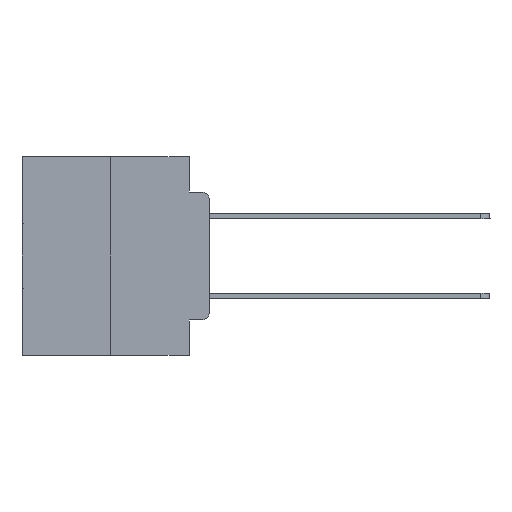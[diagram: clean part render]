
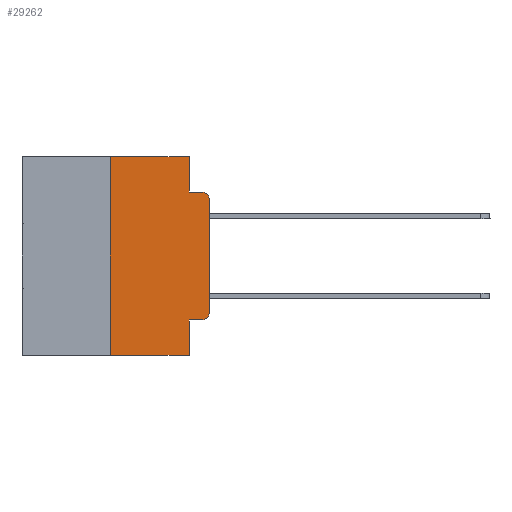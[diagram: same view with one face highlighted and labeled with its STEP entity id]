
A CAD part, left-side view. The second image highlights one B-rep face of the part: STEP entity #29262.
In plain terms, the highlighted planar face has unit normal (-1, 0, 0).
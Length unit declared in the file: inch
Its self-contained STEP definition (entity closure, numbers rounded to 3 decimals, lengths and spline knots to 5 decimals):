
#251 = CARTESIAN_POINT ( 'NONE',  ( 0., 0.051, -0.5 ) ) ;
#272 = LINE ( 'NONE', #2731, #24214 ) ;
#736 = LINE ( 'NONE', #5818, #2706 ) ;
#742 = LINE ( 'NONE', #15105, #10851 ) ;
#1131 = CARTESIAN_POINT ( 'NONE',  ( 0., 0.25, -0.5 ) ) ;
#1169 = ORIENTED_EDGE ( 'NONE', *, *, #15591, .F. ) ;
#1623 = VERTEX_POINT ( 'NONE', #13150 ) ;
#1897 = VERTEX_POINT ( 'NONE', #8428 ) ;
#2035 = VERTEX_POINT ( 'NONE', #1131 ) ;
#2059 = AXIS2_PLACEMENT_3D ( 'NONE', #29228, #8123, #17540 ) ;
#2178 = DIRECTION ( 'NONE',  ( -1., 0., 0. ) ) ;
#2340 = VERTEX_POINT ( 'NONE', #25621 ) ;
#2706 = VECTOR ( 'NONE', #10461, 39.37008 ) ;
#2731 = CARTESIAN_POINT ( 'NONE',  ( 0., 0.473, -0.5 ) ) ;
#3500 = AXIS2_PLACEMENT_3D ( 'NONE', #22851, #2178, #11597 ) ;
#3831 = EDGE_CURVE ( 'NONE', #2340, #5804, #16764, .T. ) ;
#4067 = VECTOR ( 'NONE', #11968, 39.37008 ) ;
#4411 = DIRECTION ( 'NONE',  ( 0., 0., 1. ) ) ;
#4455 = DIRECTION ( 'NONE',  ( 0., 0., -1. ) ) ;
#4957 = EDGE_CURVE ( 'NONE', #1897, #7280, #25523, .T. ) ;
#5632 = CARTESIAN_POINT ( 'NONE',  ( 0., 0.02, -0.0885 ) ) ;
#5804 = VERTEX_POINT ( 'NONE', #28501 ) ;
#5818 = CARTESIAN_POINT ( 'NONE',  ( 0., 0.051, 0. ) ) ;
#6562 = ORIENTED_EDGE ( 'NONE', *, *, #18343, .F. ) ;
#6725 = CARTESIAN_POINT ( 'NONE',  ( 0., 0., 0. ) ) ;
#6830 = ORIENTED_EDGE ( 'NONE', *, *, #29132, .T. ) ;
#7280 = VERTEX_POINT ( 'NONE', #21048 ) ;
#8042 = ORIENTED_EDGE ( 'NONE', *, *, #4957, .T. ) ;
#8123 = DIRECTION ( 'NONE',  ( 1., 0., 0. ) ) ;
#8428 = CARTESIAN_POINT ( 'NONE',  ( 0., 0., -0.3915 ) ) ;
#9174 = CARTESIAN_POINT ( 'NONE',  ( 0., 0.051, 0. ) ) ;
#9697 = DIRECTION ( 'NONE',  ( 0., -1., 0. ) ) ;
#9836 = VERTEX_POINT ( 'NONE', #9174 ) ;
#9885 = EDGE_LOOP ( 'NONE', ( #8042, #23201, #6562, #21467, #28337, #1169, #6830, #10359, #13432, #26645 ) ) ;
#10359 = ORIENTED_EDGE ( 'NONE', *, *, #20431, .F. ) ;
#10442 = PLANE ( 'NONE',  #2059 ) ;
#10461 = DIRECTION ( 'NONE',  ( 0., 0., -1. ) ) ;
#10851 = VECTOR ( 'NONE', #27101, 39.37008 ) ;
#11559 = LINE ( 'NONE', #26177, #22621 ) ;
#11597 = DIRECTION ( 'NONE',  ( 0., 0., -1. ) ) ;
#11968 = DIRECTION ( 'NONE',  ( 0., -1., 0. ) ) ;
#12610 = VERTEX_POINT ( 'NONE', #16161 ) ;
#12736 = VERTEX_POINT ( 'NONE', #251 ) ;
#12972 = CARTESIAN_POINT ( 'NONE',  ( 0., 0.051, -0.0885 ) ) ;
#13103 = EDGE_CURVE ( 'NONE', #12610, #9836, #16269, .T. ) ;
#13150 = CARTESIAN_POINT ( 'NONE',  ( 0., 0.051, -0.0885 ) ) ;
#13432 = ORIENTED_EDGE ( 'NONE', *, *, #3831, .T. ) ;
#13610 = EDGE_CURVE ( 'NONE', #9836, #1623, #11559, .T. ) ;
#14691 = VERTEX_POINT ( 'NONE', #5632 ) ;
#14854 = EDGE_CURVE ( 'NONE', #7280, #14691, #19248, .T. ) ;
#15105 = CARTESIAN_POINT ( 'NONE',  ( 0., 0.25, 0. ) ) ;
#15591 = EDGE_CURVE ( 'NONE', #2035, #12610, #742, .T. ) ;
#15810 = DIRECTION ( 'NONE',  ( 0., -1., 0. ) ) ;
#16161 = CARTESIAN_POINT ( 'NONE',  ( 0., 0.25, 0. ) ) ;
#16269 = LINE ( 'NONE', #18573, #28577 ) ;
#16764 = LINE ( 'NONE', #22232, #4067 ) ;
#17540 = DIRECTION ( 'NONE',  ( 0., 0., -1. ) ) ;
#18136 = CARTESIAN_POINT ( 'NONE',  ( 0., 0.02, -0.3915 ) ) ;
#18282 = CIRCLE ( 'NONE', #19778, 0.02 ) ;
#18343 = EDGE_CURVE ( 'NONE', #1623, #14691, #28701, .T. ) ;
#18573 = CARTESIAN_POINT ( 'NONE',  ( 0., 0.473, 0. ) ) ;
#19248 = CIRCLE ( 'NONE', #3500, 0.02 ) ;
#19778 = AXIS2_PLACEMENT_3D ( 'NONE', #18136, #22909, #24914 ) ;
#20431 = EDGE_CURVE ( 'NONE', #2340, #12736, #736, .T. ) ;
#21048 = CARTESIAN_POINT ( 'NONE',  ( 0., 0., -0.1085 ) ) ;
#21467 = ORIENTED_EDGE ( 'NONE', *, *, #13610, .F. ) ;
#22147 = FACE_OUTER_BOUND ( 'NONE', #9885, .T. ) ;
#22232 = CARTESIAN_POINT ( 'NONE',  ( 0., 0.051, -0.4115 ) ) ;
#22621 = VECTOR ( 'NONE', #4455, 39.37008 ) ;
#22851 = CARTESIAN_POINT ( 'NONE',  ( 0., 0.02, -0.1085 ) ) ;
#22909 = DIRECTION ( 'NONE',  ( -1., 0., 0. ) ) ;
#23201 = ORIENTED_EDGE ( 'NONE', *, *, #14854, .T. ) ;
#24214 = VECTOR ( 'NONE', #9697, 39.37008 ) ;
#24339 = VECTOR ( 'NONE', #4411, 39.37008 ) ;
#24914 = DIRECTION ( 'NONE',  ( 0., 0., -1. ) ) ;
#24979 = DIRECTION ( 'NONE',  ( 0., -1., 0. ) ) ;
#25523 = LINE ( 'NONE', #6725, #24339 ) ;
#25621 = CARTESIAN_POINT ( 'NONE',  ( 0., 0.051, -0.4115 ) ) ;
#26177 = CARTESIAN_POINT ( 'NONE',  ( 0., 0.051, 0. ) ) ;
#26645 = ORIENTED_EDGE ( 'NONE', *, *, #26914, .T. ) ;
#26914 = EDGE_CURVE ( 'NONE', #5804, #1897, #18282, .T. ) ;
#27101 = DIRECTION ( 'NONE',  ( 0., 0., 1. ) ) ;
#28337 = ORIENTED_EDGE ( 'NONE', *, *, #13103, .F. ) ;
#28501 = CARTESIAN_POINT ( 'NONE',  ( 0., 0.02, -0.4115 ) ) ;
#28577 = VECTOR ( 'NONE', #15810, 39.37008 ) ;
#28701 = LINE ( 'NONE', #12972, #30135 ) ;
#29132 = EDGE_CURVE ( 'NONE', #2035, #12736, #272, .T. ) ;
#29228 = CARTESIAN_POINT ( 'NONE',  ( 0., 0.473, 0. ) ) ;
#29262 = ADVANCED_FACE ( 'NONE', ( #22147 ), #10442, .F. ) ;
#30135 = VECTOR ( 'NONE', #24979, 39.37008 ) ;
